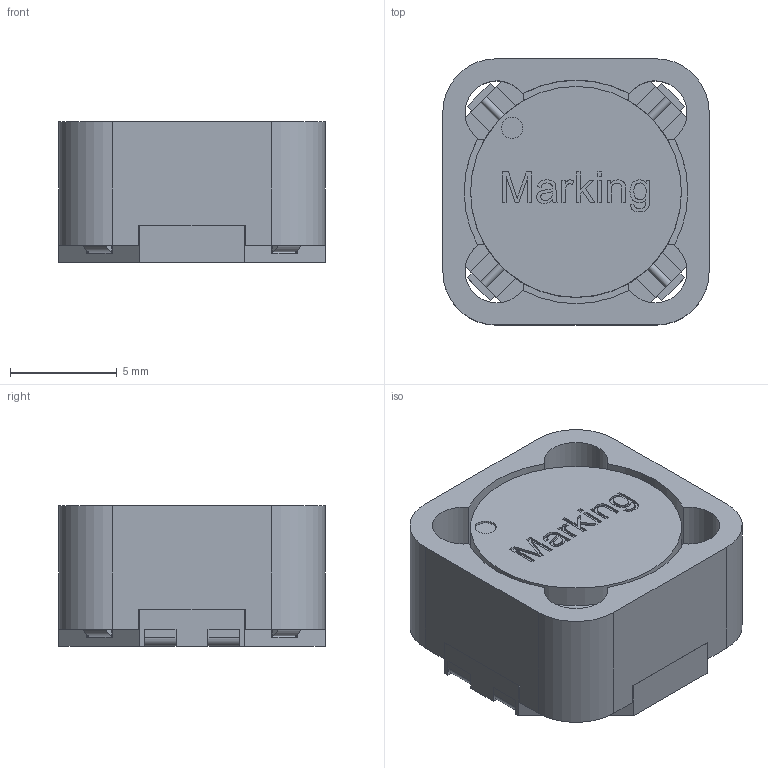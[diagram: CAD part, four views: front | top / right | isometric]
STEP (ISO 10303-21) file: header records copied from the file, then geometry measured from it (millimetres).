
FILE_DESCRIPTION(/* description */ ('Unknown','CAx-IF Rec.Pracs.---Representation and Presentation of Product Manufacturing Information (PMI)---4.0---2014-10-13','CAx-IF Rec.Pracs.---3D Tessellated Geometry---0.4---2014-09-14','2;1'),/* implementation_level */ '2;1');
FILE_NAME(/* name */ 'L_Wurth_WE-DD-1260crossed',/* time_stamp */ '2025-03-13T10:49:43+08:00',/* author */ ('Unknown'),/* organization */ ('Unknown'),/* preprocessor_version */ 'ST-DEVELOPER v16.7',/* originating_system */ 'Solid Edge',/* authorisation */ 'Unknown');
FILE_SCHEMA (('AP242_MANAGED_MODEL_BASED_3D_ENGINEERING_MIM_LF { 1 0 10303 442 1 1 4 }'));
Length unit declared in the file: metre
Products named in the file (2): L_Wurth_WE-DD-1260straight
Assembly tree (1 placements, depth 2):
  L_Wurth_WE-DD-1260straight
    L_Wurth_WE-DD-1260straight
Bounding box: 12.5 x 12.5 x 6.6 mm (x, y, z)
Volume: 632.9 mm3; surface area: 1539.4 mm2
Topology: 10 solids, 10 shells, 390 faces, 1054 edges, 684 vertices
Faces by surface type: plane 258, cylinder 94, bspline 38
Full cylindrical faces by diameter (mm): 0.401 x14, 1 x1, 4.8 x1, 9.9 x2
Entity records: 16632 total; most frequent: CARTESIAN_POINT 5631, ORIENTED_EDGE 1984, DIRECTION 1811, EDGE_CURVE 992, LINE 753, VECTOR 753, VERTEX_POINT 665, AXIS2_PLACEMENT_3D 529
